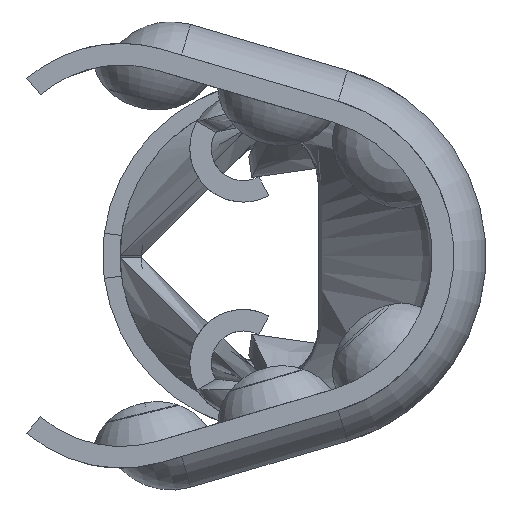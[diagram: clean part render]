
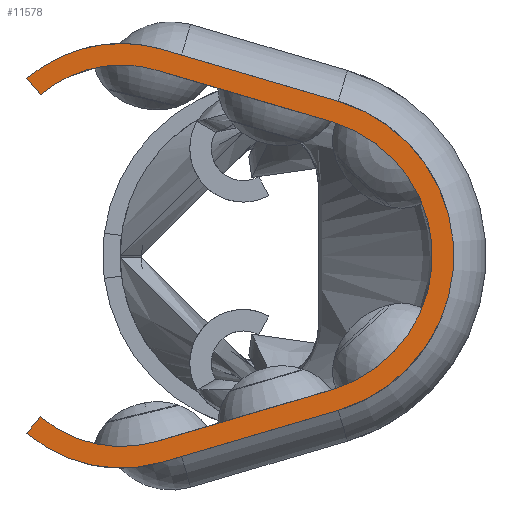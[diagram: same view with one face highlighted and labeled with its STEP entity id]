
A CAD part, left-side view. The second image highlights one B-rep face of the part: STEP entity #11578.
In plain terms, the highlighted planar face has unit normal (-1, 0, 0).
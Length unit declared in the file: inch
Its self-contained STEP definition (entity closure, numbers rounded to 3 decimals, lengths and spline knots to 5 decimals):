
#223 = ORIENTED_EDGE ( 'NONE', *, *, #9720, .F. ) ;
#1288 = DIRECTION ( 'NONE',  ( -1., 0., 0. ) ) ;
#1514 = AXIS2_PLACEMENT_3D ( 'NONE', #2867, #9382, #15875 ) ;
#1588 = CIRCLE ( 'NONE', #4313, 0.13523 ) ;
#1674 = AXIS2_PLACEMENT_3D ( 'NONE', #10721, #17211, #2598 ) ;
#1748 = DIRECTION ( 'NONE',  ( 0., 0.959, -0.282 ) ) ;
#2064 = EDGE_CURVE ( 'NONE', #18037, #13638, #9860, .T. ) ;
#2094 = ORIENTED_EDGE ( 'NONE', *, *, #2064, .F. ) ;
#2251 = CARTESIAN_POINT ( 'NONE',  ( 0., 0.12745, -0.17304 ) ) ;
#2598 = DIRECTION ( 'NONE',  ( 0., 0., -1. ) ) ;
#2646 = CARTESIAN_POINT ( 'NONE',  ( 0., -0.04236, 0.14389 ) ) ;
#2760 = CARTESIAN_POINT ( 'NONE',  ( 0., 0.16, 0.17773 ) ) ;
#2867 = CARTESIAN_POINT ( 'NONE',  ( 0., 0.16, 0.0625 ) ) ;
#3058 = DIRECTION ( 'NONE',  ( 0., -0.651, 0.759 ) ) ;
#3281 = AXIS2_PLACEMENT_3D ( 'NONE', #12601, #19080, #4476 ) ;
#3310 = ORIENTED_EDGE ( 'NONE', *, *, #16095, .F. ) ;
#3480 = ORIENTED_EDGE ( 'NONE', *, *, #11837, .F. ) ;
#3665 = DIRECTION ( 'NONE',  ( 0., 0., 1. ) ) ;
#3749 = CARTESIAN_POINT ( 'NONE',  ( 0., 0.16, -0.0625 ) ) ;
#4203 = PLANE ( 'NONE',  #1674 ) ;
#4291 = CARTESIAN_POINT ( 'NONE',  ( 0., 0.248, -0.16519 ) ) ;
#4305 = DIRECTION ( 'NONE',  ( 0., 0., 1. ) ) ;
#4313 = AXIS2_PLACEMENT_3D ( 'NONE', #12422, #18916, #4305 ) ;
#4476 = DIRECTION ( 'NONE',  ( 0., 0., 1. ) ) ;
#4520 = CARTESIAN_POINT ( 'NONE',  ( 0., 0.23498, 0.15 ) ) ;
#4665 = EDGE_CURVE ( 'NONE', #19808, #17502, #14537, .T. ) ;
#4710 = EDGE_CURVE ( 'NONE', #14010, #19808, #1588, .T. ) ;
#4727 = DIRECTION ( 'NONE',  ( 0., -0.959, 0.282 ) ) ;
#4934 = CARTESIAN_POINT ( 'NONE',  ( 0., -0.04236, 0.14389 ) ) ;
#5325 = AXIS2_PLACEMENT_3D ( 'NONE', #11773, #18279, #3665 ) ;
#5499 = CARTESIAN_POINT ( 'NONE',  ( 0., 0., 0. ) ) ;
#5659 = EDGE_CURVE ( 'NONE', #9189, #17170, #12849, .T. ) ;
#6050 = DIRECTION ( 'NONE',  ( 0., 0.959, 0.282 ) ) ;
#6263 = LINE ( 'NONE', #17664, #10609 ) ;
#6304 = DIRECTION ( 'NONE',  ( 0., 0.651, 0.759 ) ) ;
#6444 = VECTOR ( 'NONE', #6304, 39.37008 ) ;
#6798 = VERTEX_POINT ( 'NONE', #4520 ) ;
#6853 = VERTEX_POINT ( 'NONE', #4934 ) ;
#7037 = AXIS2_PLACEMENT_3D ( 'NONE', #15893, #1288, #7803 ) ;
#7494 = EDGE_CURVE ( 'NONE', #18048, #9189, #16216, .T. ) ;
#7803 = DIRECTION ( 'NONE',  ( 0., 0., -1. ) ) ;
#7834 = CIRCLE ( 'NONE', #19706, 0.13523 ) ;
#8267 = DIRECTION ( 'NONE',  ( -1., 0., 0. ) ) ;
#8339 = ORIENTED_EDGE ( 'NONE', *, *, #8994, .F. ) ;
#8687 = CARTESIAN_POINT ( 'NONE',  ( 0., -0.03672, -0.12471 ) ) ;
#8744 = VECTOR ( 'NONE', #4727, 39.37008 ) ;
#8994 = EDGE_CURVE ( 'NONE', #11417, #18903, #9271, .T. ) ;
#9172 = DIRECTION ( 'NONE',  ( 0., -0.959, -0.282 ) ) ;
#9189 = VERTEX_POINT ( 'NONE', #2251 ) ;
#9271 = LINE ( 'NONE', #20650, #19234 ) ;
#9382 = DIRECTION ( 'NONE',  ( -1., 0., 0. ) ) ;
#9402 = ORIENTED_EDGE ( 'NONE', *, *, #7494, .F. ) ;
#9557 = CARTESIAN_POINT ( 'NONE',  ( 0., -0.04236, -0.14389 ) ) ;
#9613 = EDGE_CURVE ( 'NONE', #17502, #6853, #17260, .T. ) ;
#9671 = VERTEX_POINT ( 'NONE', #2760 ) ;
#9700 = CARTESIAN_POINT ( 'NONE',  ( 0., 0.12181, 0.19223 ) ) ;
#9720 = EDGE_CURVE ( 'NONE', #9671, #6798, #10723, .T. ) ;
#9860 = LINE ( 'NONE', #16357, #16279 ) ;
#10263 = DIRECTION ( 'NONE',  ( 1., 0., 0. ) ) ;
#10609 = VECTOR ( 'NONE', #3058, 39.37008 ) ;
#10721 = CARTESIAN_POINT ( 'NONE',  ( 0., 0., 0. ) ) ;
#10723 = CIRCLE ( 'NONE', #1514, 0.11523 ) ;
#10807 = ORIENTED_EDGE ( 'NONE', *, *, #11378, .F. ) ;
#11139 = CARTESIAN_POINT ( 'NONE',  ( 0., 0.248, 0.16519 ) ) ;
#11198 = ORIENTED_EDGE ( 'NONE', *, *, #9613, .F. ) ;
#11206 = CARTESIAN_POINT ( 'NONE',  ( 0., -0.03672, 0.12471 ) ) ;
#11378 = EDGE_CURVE ( 'NONE', #6798, #14010, #14406, .T. ) ;
#11417 = VERTEX_POINT ( 'NONE', #11206 ) ;
#11578 = ADVANCED_FACE ( 'NONE', ( #18811 ), #4203, .F. ) ;
#11773 = CARTESIAN_POINT ( 'NONE',  ( 0., 0.16, 0.0625 ) ) ;
#11797 = AXIS2_PLACEMENT_3D ( 'NONE', #17944, #8267, #14763 ) ;
#11837 = EDGE_CURVE ( 'NONE', #13638, #15164, #7834, .T. ) ;
#12013 = DIRECTION ( 'NONE',  ( 1., 0., 0. ) ) ;
#12113 = CARTESIAN_POINT ( 'NONE',  ( 0., 0.12745, 0.17304 ) ) ;
#12422 = CARTESIAN_POINT ( 'NONE',  ( 0., 0.16, 0.0625 ) ) ;
#12500 = CIRCLE ( 'NONE', #3281, 0.11523 ) ;
#12601 = CARTESIAN_POINT ( 'NONE',  ( 0., 0.16, 0.0625 ) ) ;
#12849 = LINE ( 'NONE', #19335, #8744 ) ;
#13638 = VERTEX_POINT ( 'NONE', #19683 ) ;
#14010 = VERTEX_POINT ( 'NONE', #11139 ) ;
#14406 = LINE ( 'NONE', #20898, #6444 ) ;
#14462 = CARTESIAN_POINT ( 'NONE',  ( 0., 0.23498, -0.15 ) ) ;
#14537 = CIRCLE ( 'NONE', #5325, 0.13523 ) ;
#14685 = EDGE_CURVE ( 'NONE', #15164, #18048, #6263, .T. ) ;
#14763 = DIRECTION ( 'NONE',  ( 0., 0., -1. ) ) ;
#14863 = EDGE_LOOP ( 'NONE', ( #3310, #18499, #9402, #15652, #3480, #2094, #16343, #11198, #16310, #20006, #10807, #223, #18015, #8339 ) ) ;
#15164 = VERTEX_POINT ( 'NONE', #4291 ) ;
#15652 = ORIENTED_EDGE ( 'NONE', *, *, #14685, .F. ) ;
#15666 = CIRCLE ( 'NONE', #18388, 0.15 ) ;
#15875 = DIRECTION ( 'NONE',  ( 0., 0., 1. ) ) ;
#15893 = CARTESIAN_POINT ( 'NONE',  ( 0., 0.16, -0.0625 ) ) ;
#16095 = EDGE_CURVE ( 'NONE', #17170, #11417, #20985, .T. ) ;
#16216 = CIRCLE ( 'NONE', #7037, 0.11523 ) ;
#16279 = VECTOR ( 'NONE', #1748, 39.37008 ) ;
#16305 = EDGE_CURVE ( 'NONE', #18903, #9671, #12500, .T. ) ;
#16310 = ORIENTED_EDGE ( 'NONE', *, *, #4665, .F. ) ;
#16343 = ORIENTED_EDGE ( 'NONE', *, *, #20757, .F. ) ;
#16357 = CARTESIAN_POINT ( 'NONE',  ( 0., -0.04236, -0.14389 ) ) ;
#16706 = CARTESIAN_POINT ( 'NONE',  ( 0., 0.16, 0.19773 ) ) ;
#16751 = DIRECTION ( 'NONE',  ( 0., 0., -1. ) ) ;
#17170 = VERTEX_POINT ( 'NONE', #8687 ) ;
#17211 = DIRECTION ( 'NONE',  ( 1., 0., 0. ) ) ;
#17260 = LINE ( 'NONE', #2646, #20911 ) ;
#17502 = VERTEX_POINT ( 'NONE', #9700 ) ;
#17664 = CARTESIAN_POINT ( 'NONE',  ( 0., 0.248, -0.16519 ) ) ;
#17944 = CARTESIAN_POINT ( 'NONE',  ( 0., 0., 0. ) ) ;
#18015 = ORIENTED_EDGE ( 'NONE', *, *, #16305, .F. ) ;
#18037 = VERTEX_POINT ( 'NONE', #9557 ) ;
#18048 = VERTEX_POINT ( 'NONE', #14462 ) ;
#18279 = DIRECTION ( 'NONE',  ( 1., 0., 0. ) ) ;
#18388 = AXIS2_PLACEMENT_3D ( 'NONE', #5499, #12013, #18510 ) ;
#18499 = ORIENTED_EDGE ( 'NONE', *, *, #5659, .F. ) ;
#18510 = DIRECTION ( 'NONE',  ( 0., 0., -1. ) ) ;
#18811 = FACE_OUTER_BOUND ( 'NONE', #14863, .T. ) ;
#18903 = VERTEX_POINT ( 'NONE', #12113 ) ;
#18916 = DIRECTION ( 'NONE',  ( 1., 0., 0. ) ) ;
#19080 = DIRECTION ( 'NONE',  ( -1., 0., 0. ) ) ;
#19234 = VECTOR ( 'NONE', #6050, 39.37008 ) ;
#19335 = CARTESIAN_POINT ( 'NONE',  ( 0., -0.03672, -0.12471 ) ) ;
#19683 = CARTESIAN_POINT ( 'NONE',  ( 0., 0.12181, -0.19223 ) ) ;
#19706 = AXIS2_PLACEMENT_3D ( 'NONE', #3749, #10263, #16751 ) ;
#19808 = VERTEX_POINT ( 'NONE', #16706 ) ;
#20006 = ORIENTED_EDGE ( 'NONE', *, *, #4710, .F. ) ;
#20650 = CARTESIAN_POINT ( 'NONE',  ( 0., -0.03672, 0.12471 ) ) ;
#20757 = EDGE_CURVE ( 'NONE', #6853, #18037, #15666, .T. ) ;
#20898 = CARTESIAN_POINT ( 'NONE',  ( 0., 0.248, 0.16519 ) ) ;
#20911 = VECTOR ( 'NONE', #9172, 39.37008 ) ;
#20985 = CIRCLE ( 'NONE', #11797, 0.13 ) ;
